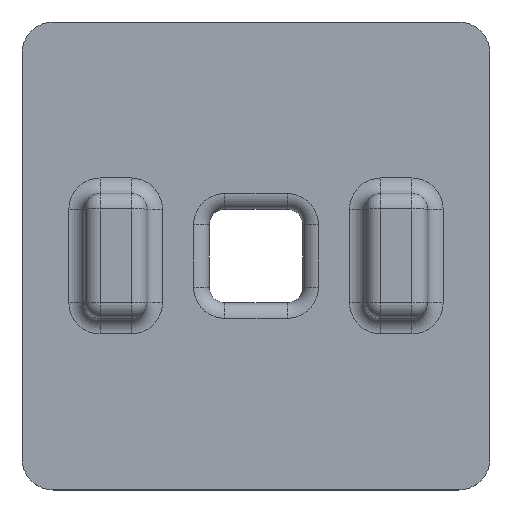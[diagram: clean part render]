
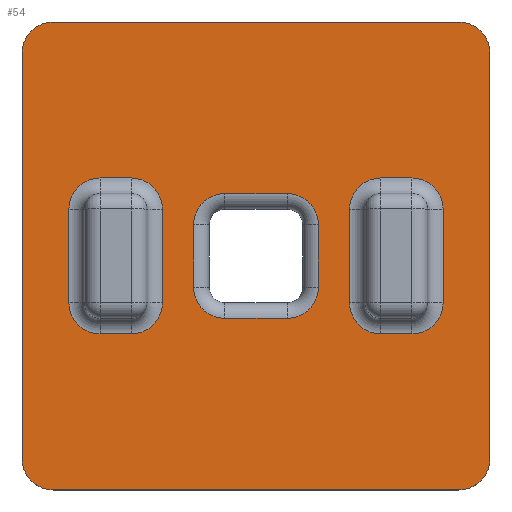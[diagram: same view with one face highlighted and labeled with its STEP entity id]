
A CAD part, top view. The second image highlights one B-rep face of the part: STEP entity #54.
In plain terms, the highlighted planar face has unit normal (0, 0, 1).
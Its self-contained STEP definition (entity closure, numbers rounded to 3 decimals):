
#54=ADVANCED_FACE('',(#130,#132,#134,#136),#138,.T.);
#130=FACE_BOUND('',#131,.T.);
#131=EDGE_LOOP('',(#621,#622,#623,#624,#625,#626,#627,#628));
#132=FACE_BOUND('',#133,.T.);
#133=EDGE_LOOP('',(#629,#630,#631,#632,#633,#634,#635,#636));
#134=FACE_BOUND('',#135,.T.);
#135=EDGE_LOOP('',(#637,#638,#639,#640,#641,#642,#643,#644));
#136=FACE_BOUND('',#137,.T.);
#137=EDGE_LOOP('',(#645,#646,#647,#648,#649,#650,#651,#652));
#138=PLANE('',#139);
#139=AXIS2_PLACEMENT_3D('',#140,#141,#142);
#140=CARTESIAN_POINT('',(0.,0.,10.));
#141=DIRECTION('',(0.,0.,1.));
#142=DIRECTION('',(-1.,0.,0.));
#621=ORIENTED_EDGE('',*,*,#925,.F.);
#622=ORIENTED_EDGE('',*,*,#926,.T.);
#623=ORIENTED_EDGE('',*,*,#927,.F.);
#624=ORIENTED_EDGE('',*,*,#928,.T.);
#625=ORIENTED_EDGE('',*,*,#929,.F.);
#626=ORIENTED_EDGE('',*,*,#930,.T.);
#627=ORIENTED_EDGE('',*,*,#931,.F.);
#628=ORIENTED_EDGE('',*,*,#932,.T.);
#629=ORIENTED_EDGE('',*,*,#933,.T.);
#630=ORIENTED_EDGE('',*,*,#934,.F.);
#631=ORIENTED_EDGE('',*,*,#935,.T.);
#632=ORIENTED_EDGE('',*,*,#936,.F.);
#633=ORIENTED_EDGE('',*,*,#937,.T.);
#634=ORIENTED_EDGE('',*,*,#938,.F.);
#635=ORIENTED_EDGE('',*,*,#939,.T.);
#636=ORIENTED_EDGE('',*,*,#940,.F.);
#637=ORIENTED_EDGE('',*,*,#941,.F.);
#638=ORIENTED_EDGE('',*,*,#942,.F.);
#639=ORIENTED_EDGE('',*,*,#943,.F.);
#640=ORIENTED_EDGE('',*,*,#944,.F.);
#641=ORIENTED_EDGE('',*,*,#945,.F.);
#642=ORIENTED_EDGE('',*,*,#946,.F.);
#643=ORIENTED_EDGE('',*,*,#947,.F.);
#644=ORIENTED_EDGE('',*,*,#948,.F.);
#645=ORIENTED_EDGE('',*,*,#949,.F.);
#646=ORIENTED_EDGE('',*,*,#950,.F.);
#647=ORIENTED_EDGE('',*,*,#951,.F.);
#648=ORIENTED_EDGE('',*,*,#952,.F.);
#649=ORIENTED_EDGE('',*,*,#953,.F.);
#650=ORIENTED_EDGE('',*,*,#954,.F.);
#651=ORIENTED_EDGE('',*,*,#955,.F.);
#652=ORIENTED_EDGE('',*,*,#956,.F.);
#925=EDGE_CURVE('',#1093,#1094,#1095,.F.);
#926=EDGE_CURVE('',#1093,#1096,#1097,.T.);
#927=EDGE_CURVE('',#1098,#1096,#1099,.F.);
#928=EDGE_CURVE('',#1098,#1100,#1101,.T.);
#929=EDGE_CURVE('',#1102,#1100,#1103,.F.);
#930=EDGE_CURVE('',#1102,#1104,#1105,.T.);
#931=EDGE_CURVE('',#1106,#1104,#1107,.F.);
#932=EDGE_CURVE('',#1106,#1094,#1108,.T.);
#933=EDGE_CURVE('',#1109,#1110,#1111,.F.);
#934=EDGE_CURVE('',#1112,#1110,#1113,.F.);
#935=EDGE_CURVE('',#1112,#1114,#1115,.F.);
#936=EDGE_CURVE('',#1116,#1114,#1117,.F.);
#937=EDGE_CURVE('',#1116,#1118,#1119,.F.);
#938=EDGE_CURVE('',#1120,#1118,#1121,.F.);
#939=EDGE_CURVE('',#1120,#1122,#1123,.F.);
#940=EDGE_CURVE('',#1109,#1122,#1124,.F.);
#941=EDGE_CURVE('',#1125,#1126,#1127,.T.);
#942=EDGE_CURVE('',#1128,#1125,#1129,.F.);
#943=EDGE_CURVE('',#1130,#1128,#1131,.T.);
#944=EDGE_CURVE('',#1132,#1130,#1133,.F.);
#945=EDGE_CURVE('',#1134,#1132,#1135,.T.);
#946=EDGE_CURVE('',#1136,#1134,#1137,.F.);
#947=EDGE_CURVE('',#1138,#1136,#1139,.T.);
#948=EDGE_CURVE('',#1126,#1138,#1140,.F.);
#949=EDGE_CURVE('',#1141,#1142,#1143,.T.);
#950=EDGE_CURVE('',#1144,#1141,#1145,.F.);
#951=EDGE_CURVE('',#1146,#1144,#1147,.T.);
#952=EDGE_CURVE('',#1148,#1146,#1149,.F.);
#953=EDGE_CURVE('',#1150,#1148,#1151,.T.);
#954=EDGE_CURVE('',#1152,#1150,#1153,.F.);
#955=EDGE_CURVE('',#1154,#1152,#1155,.T.);
#956=EDGE_CURVE('',#1142,#1154,#1156,.F.);
#1093=VERTEX_POINT('',#1373);
#1094=VERTEX_POINT('',#1374);
#1095=CIRCLE('',#1375,10.);
#1096=VERTEX_POINT('',#1379);
#1097=LINE('',#1380,#1381);
#1098=VERTEX_POINT('',#1383);
#1099=CIRCLE('',#1384,10.);
#1100=VERTEX_POINT('',#1388);
#1101=LINE('',#1389,#1390);
#1102=VERTEX_POINT('',#1392);
#1103=CIRCLE('',#1393,10.);
#1104=VERTEX_POINT('',#1397);
#1105=LINE('',#1398,#1399);
#1106=VERTEX_POINT('',#1401);
#1107=CIRCLE('',#1402,10.);
#1108=LINE('',#1406,#1407);
#1109=VERTEX_POINT('',#1409);
#1110=VERTEX_POINT('',#1410);
#1111=LINE('',#1411,#1412);
#1112=VERTEX_POINT('',#1414);
#1113=CIRCLE('',#1415,10.);
#1114=VERTEX_POINT('',#1419);
#1115=LINE('',#1420,#1421);
#1116=VERTEX_POINT('',#1423);
#1117=CIRCLE('',#1424,10.);
#1118=VERTEX_POINT('',#1428);
#1119=LINE('',#1429,#1430);
#1120=VERTEX_POINT('',#1432);
#1121=CIRCLE('',#1433,10.);
#1122=VERTEX_POINT('',#1437);
#1123=LINE('',#1438,#1439);
#1124=CIRCLE('',#1441,10.);
#1125=VERTEX_POINT('',#1445);
#1126=VERTEX_POINT('',#1446);
#1127=LINE('',#1447,#1448);
#1128=VERTEX_POINT('',#1450);
#1129=CIRCLE('',#1451,10.);
#1130=VERTEX_POINT('',#1455);
#1131=LINE('',#1456,#1457);
#1132=VERTEX_POINT('',#1459);
#1133=CIRCLE('',#1460,10.);
#1134=VERTEX_POINT('',#1464);
#1135=LINE('',#1465,#1466);
#1136=VERTEX_POINT('',#1468);
#1137=CIRCLE('',#1469,10.);
#1138=VERTEX_POINT('',#1473);
#1139=LINE('',#1474,#1475);
#1140=CIRCLE('',#1477,10.);
#1141=VERTEX_POINT('',#1481);
#1142=VERTEX_POINT('',#1482);
#1143=LINE('',#1483,#1484);
#1144=VERTEX_POINT('',#1486);
#1145=CIRCLE('',#1487,10.);
#1146=VERTEX_POINT('',#1491);
#1147=LINE('',#1492,#1493);
#1148=VERTEX_POINT('',#1495);
#1149=CIRCLE('',#1496,10.);
#1150=VERTEX_POINT('',#1500);
#1151=LINE('',#1501,#1502);
#1152=VERTEX_POINT('',#1504);
#1153=CIRCLE('',#1505,10.);
#1154=VERTEX_POINT('',#1509);
#1155=LINE('',#1510,#1511);
#1156=CIRCLE('',#1513,10.);
#1373=CARTESIAN_POINT('',(-65.,-75.,10.));
#1374=CARTESIAN_POINT('',(-75.,-65.,10.));
#1375=AXIS2_PLACEMENT_3D('',#1376,#1377,#1378);
#1376=CARTESIAN_POINT('',(-65.,-65.,10.));
#1377=DIRECTION('',(0.,0.,1.));
#1378=DIRECTION('',(-1.,0.,0.));
#1379=CARTESIAN_POINT('',(65.,-75.,10.));
#1380=CARTESIAN_POINT('',(-65.,-75.,10.));
#1381=VECTOR('',#1382,1.);
#1382=DIRECTION('',(1.,0.,0.));
#1383=CARTESIAN_POINT('',(75.,-65.,10.));
#1384=AXIS2_PLACEMENT_3D('',#1385,#1386,#1387);
#1385=CARTESIAN_POINT('',(65.,-65.,10.));
#1386=DIRECTION('',(0.,0.,1.));
#1387=DIRECTION('',(0.,-1.,0.));
#1388=CARTESIAN_POINT('',(75.,65.,10.));
#1389=CARTESIAN_POINT('',(75.,-65.,10.));
#1390=VECTOR('',#1391,1.);
#1391=DIRECTION('',(0.,1.,0.));
#1392=CARTESIAN_POINT('',(65.,75.,10.));
#1393=AXIS2_PLACEMENT_3D('',#1394,#1395,#1396);
#1394=CARTESIAN_POINT('',(65.,65.,10.));
#1395=DIRECTION('',(0.,0.,1.));
#1396=DIRECTION('',(1.,0.,0.));
#1397=CARTESIAN_POINT('',(-65.,75.,10.));
#1398=CARTESIAN_POINT('',(65.,75.,10.));
#1399=VECTOR('',#1400,1.);
#1400=DIRECTION('',(-1.,0.,0.));
#1401=CARTESIAN_POINT('',(-75.,65.,10.));
#1402=AXIS2_PLACEMENT_3D('',#1403,#1404,#1405);
#1403=CARTESIAN_POINT('',(-65.,65.,10.));
#1404=DIRECTION('',(0.,0.,1.));
#1405=DIRECTION('',(0.,1.,0.));
#1406=CARTESIAN_POINT('',(-75.,65.,10.));
#1407=VECTOR('',#1408,1.);
#1408=DIRECTION('',(0.,-1.,0.));
#1409=CARTESIAN_POINT('',(-20.,-10.,10.));
#1410=CARTESIAN_POINT('',(-20.,10.,10.));
#1411=CARTESIAN_POINT('',(-20.,10.,10.));
#1412=VECTOR('',#1413,1.);
#1413=DIRECTION('',(0.,-1.,0.));
#1414=CARTESIAN_POINT('',(-10.,20.,10.));
#1415=AXIS2_PLACEMENT_3D('',#1416,#1417,#1418);
#1416=CARTESIAN_POINT('',(-10.,10.,10.));
#1417=DIRECTION('',(0.,0.,-1.));
#1418=DIRECTION('',(-1.,0.,0.));
#1419=CARTESIAN_POINT('',(10.,20.,10.));
#1420=CARTESIAN_POINT('',(10.,20.,10.));
#1421=VECTOR('',#1422,1.);
#1422=DIRECTION('',(-1.,0.,0.));
#1423=CARTESIAN_POINT('',(20.,10.,10.));
#1424=AXIS2_PLACEMENT_3D('',#1425,#1426,#1427);
#1425=CARTESIAN_POINT('',(10.,10.,10.));
#1426=DIRECTION('',(0.,0.,-1.));
#1427=DIRECTION('',(0.,1.,0.));
#1428=CARTESIAN_POINT('',(20.,-10.,10.));
#1429=CARTESIAN_POINT('',(20.,-10.,10.));
#1430=VECTOR('',#1431,1.);
#1431=DIRECTION('',(0.,1.,0.));
#1432=CARTESIAN_POINT('',(10.,-20.,10.));
#1433=AXIS2_PLACEMENT_3D('',#1434,#1435,#1436);
#1434=CARTESIAN_POINT('',(10.,-10.,10.));
#1435=DIRECTION('',(0.,0.,-1.));
#1436=DIRECTION('',(1.,0.,0.));
#1437=CARTESIAN_POINT('',(-10.,-20.,10.));
#1438=CARTESIAN_POINT('',(-10.,-20.,10.));
#1439=VECTOR('',#1440,1.);
#1440=DIRECTION('',(1.,0.,0.));
#1441=AXIS2_PLACEMENT_3D('',#1442,#1443,#1444);
#1442=CARTESIAN_POINT('',(-10.,-10.,10.));
#1443=DIRECTION('',(0.,0.,-1.));
#1444=DIRECTION('',(0.,-1.,0.));
#1445=CARTESIAN_POINT('',(-60.,15.,10.));
#1446=CARTESIAN_POINT('',(-60.,-15.,10.));
#1447=CARTESIAN_POINT('',(-60.,15.,10.));
#1448=VECTOR('',#1449,1.);
#1449=DIRECTION('',(0.,-1.,0.));
#1450=CARTESIAN_POINT('',(-50.,25.,10.));
#1451=AXIS2_PLACEMENT_3D('',#1452,#1453,#1454);
#1452=CARTESIAN_POINT('',(-50.,15.,10.));
#1453=DIRECTION('',(0.,0.,-1.));
#1454=DIRECTION('',(-1.,0.,0.));
#1455=CARTESIAN_POINT('',(-40.,25.,10.));
#1456=CARTESIAN_POINT('',(-40.,25.,10.));
#1457=VECTOR('',#1458,1.);
#1458=DIRECTION('',(-1.,0.,0.));
#1459=CARTESIAN_POINT('',(-30.,15.,10.));
#1460=AXIS2_PLACEMENT_3D('',#1461,#1462,#1463);
#1461=CARTESIAN_POINT('',(-40.,15.,10.));
#1462=DIRECTION('',(0.,0.,-1.));
#1463=DIRECTION('',(0.,1.,0.));
#1464=CARTESIAN_POINT('',(-30.,-15.,10.));
#1465=CARTESIAN_POINT('',(-30.,-15.,10.));
#1466=VECTOR('',#1467,1.);
#1467=DIRECTION('',(0.,1.,0.));
#1468=CARTESIAN_POINT('',(-40.,-25.,10.));
#1469=AXIS2_PLACEMENT_3D('',#1470,#1471,#1472);
#1470=CARTESIAN_POINT('',(-40.,-15.,10.));
#1471=DIRECTION('',(0.,0.,-1.));
#1472=DIRECTION('',(1.,0.,0.));
#1473=CARTESIAN_POINT('',(-50.,-25.,10.));
#1474=CARTESIAN_POINT('',(-50.,-25.,10.));
#1475=VECTOR('',#1476,1.);
#1476=DIRECTION('',(1.,0.,0.));
#1477=AXIS2_PLACEMENT_3D('',#1478,#1479,#1480);
#1478=CARTESIAN_POINT('',(-50.,-15.,10.));
#1479=DIRECTION('',(0.,0.,-1.));
#1480=DIRECTION('',(0.,-1.,0.));
#1481=CARTESIAN_POINT('',(30.,15.,10.));
#1482=CARTESIAN_POINT('',(30.,-15.,10.));
#1483=CARTESIAN_POINT('',(30.,15.,10.));
#1484=VECTOR('',#1485,1.);
#1485=DIRECTION('',(0.,-1.,0.));
#1486=CARTESIAN_POINT('',(40.,25.,10.));
#1487=AXIS2_PLACEMENT_3D('',#1488,#1489,#1490);
#1488=CARTESIAN_POINT('',(40.,15.,10.));
#1489=DIRECTION('',(0.,0.,-1.));
#1490=DIRECTION('',(-1.,0.,0.));
#1491=CARTESIAN_POINT('',(50.,25.,10.));
#1492=CARTESIAN_POINT('',(50.,25.,10.));
#1493=VECTOR('',#1494,1.);
#1494=DIRECTION('',(-1.,0.,0.));
#1495=CARTESIAN_POINT('',(60.,15.,10.));
#1496=AXIS2_PLACEMENT_3D('',#1497,#1498,#1499);
#1497=CARTESIAN_POINT('',(50.,15.,10.));
#1498=DIRECTION('',(0.,0.,-1.));
#1499=DIRECTION('',(0.,1.,0.));
#1500=CARTESIAN_POINT('',(60.,-15.,10.));
#1501=CARTESIAN_POINT('',(60.,-15.,10.));
#1502=VECTOR('',#1503,1.);
#1503=DIRECTION('',(0.,1.,0.));
#1504=CARTESIAN_POINT('',(50.,-25.,10.));
#1505=AXIS2_PLACEMENT_3D('',#1506,#1507,#1508);
#1506=CARTESIAN_POINT('',(50.,-15.,10.));
#1507=DIRECTION('',(0.,0.,-1.));
#1508=DIRECTION('',(1.,0.,0.));
#1509=CARTESIAN_POINT('',(40.,-25.,10.));
#1510=CARTESIAN_POINT('',(40.,-25.,10.));
#1511=VECTOR('',#1512,1.);
#1512=DIRECTION('',(1.,0.,0.));
#1513=AXIS2_PLACEMENT_3D('',#1514,#1515,#1516);
#1514=CARTESIAN_POINT('',(40.,-15.,10.));
#1515=DIRECTION('',(0.,0.,-1.));
#1516=DIRECTION('',(0.,-1.,0.));
